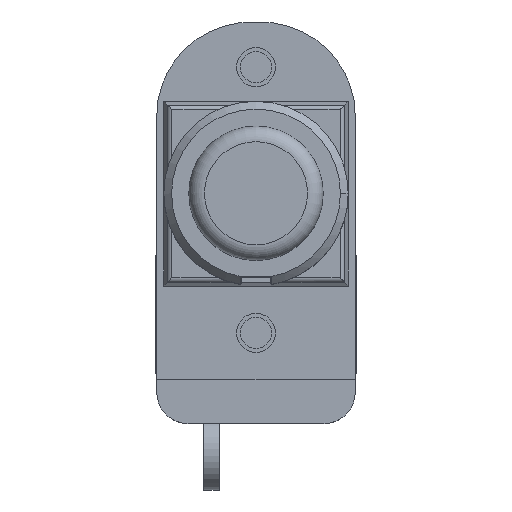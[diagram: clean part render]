
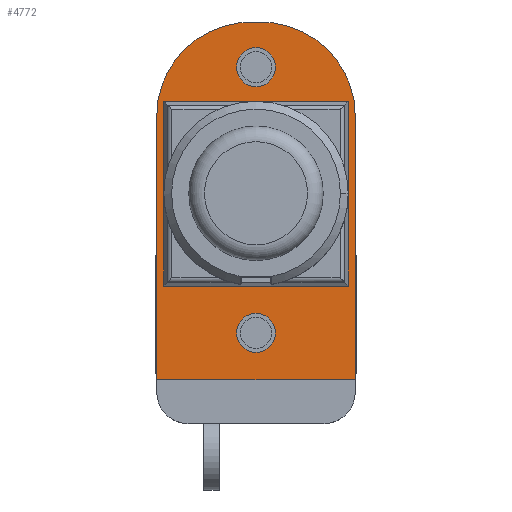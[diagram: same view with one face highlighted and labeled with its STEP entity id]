
A CAD part, top view. The second image highlights one B-rep face of the part: STEP entity #4772.
In plain terms, the highlighted planar face has unit normal (0, 0, 1).
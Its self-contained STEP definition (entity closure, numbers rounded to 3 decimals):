
#4652 = VERTEX_POINT('',#4653);
#4653 = CARTESIAN_POINT('',(-5.9,-5.45,12.6));
#4659 = EDGE_CURVE('',#4652,#4660,#4662,.T.);
#4660 = VERTEX_POINT('',#4661);
#4661 = CARTESIAN_POINT('',(5.9,-5.45,12.6));
#4662 = LINE('',#4663,#4664);
#4663 = CARTESIAN_POINT('',(-5.9,-5.45,12.6));
#4664 = VECTOR('',#4665,1.);
#4665 = DIRECTION('',(1.,0.,0.));
#4738 = VERTEX_POINT('',#4739);
#4739 = CARTESIAN_POINT('',(5.9,6.35,12.6));
#4745 = EDGE_CURVE('',#4660,#4738,#4746,.T.);
#4746 = LINE('',#4747,#4748);
#4747 = CARTESIAN_POINT('',(5.9,-5.45,12.6));
#4748 = VECTOR('',#4749,1.);
#4749 = DIRECTION('',(0.,1.,0.));
#4772 = ADVANCED_FACE('',(#4773,#4826,#4837,#4855),#4866,.T.);
#4773 = FACE_BOUND('',#4774,.T.);
#4774 = EDGE_LOOP('',(#4775,#4785,#4794,#4803,#4812,#4820));
#4775 = ORIENTED_EDGE('',*,*,#4776,.T.);
#4776 = EDGE_CURVE('',#4777,#4779,#4781,.T.);
#4777 = VERTEX_POINT('',#4778);
#4778 = CARTESIAN_POINT('',(6.35,-11.45,12.6));
#4779 = VERTEX_POINT('',#4780);
#4780 = CARTESIAN_POINT('',(6.35,5.428,12.6));
#4781 = LINE('',#4782,#4783);
#4782 = CARTESIAN_POINT('',(6.35,-11.45,12.6));
#4783 = VECTOR('',#4784,1.);
#4784 = DIRECTION('',(0.,1.,0.));
#4785 = ORIENTED_EDGE('',*,*,#4786,.T.);
#4786 = EDGE_CURVE('',#4779,#4787,#4789,.T.);
#4787 = VERTEX_POINT('',#4788);
#4788 = CARTESIAN_POINT('',(1.095,11.382,12.6));
#4789 = CIRCLE('',#4790,6.);
#4790 = AXIS2_PLACEMENT_3D('',#4791,#4792,#4793);
#4791 = CARTESIAN_POINT('',(0.35,5.428,12.6));
#4792 = DIRECTION('',(-0.,0.,1.));
#4793 = DIRECTION('',(0.,-1.,0.));
#4794 = ORIENTED_EDGE('',*,*,#4795,.T.);
#4795 = EDGE_CURVE('',#4787,#4796,#4798,.T.);
#4796 = VERTEX_POINT('',#4797);
#4797 = CARTESIAN_POINT('',(-1.095,11.382,12.6));
#4798 = CIRCLE('',#4799,8.817);
#4799 = AXIS2_PLACEMENT_3D('',#4800,#4801,#4802);
#4800 = CARTESIAN_POINT('',(0.,2.633,12.6));
#4801 = DIRECTION('',(0.,0.,1.));
#4802 = DIRECTION('',(1.,0.,0.));
#4803 = ORIENTED_EDGE('',*,*,#4804,.T.);
#4804 = EDGE_CURVE('',#4796,#4805,#4807,.T.);
#4805 = VERTEX_POINT('',#4806);
#4806 = CARTESIAN_POINT('',(-6.35,5.428,12.6));
#4807 = CIRCLE('',#4808,6.);
#4808 = AXIS2_PLACEMENT_3D('',#4809,#4810,#4811);
#4809 = CARTESIAN_POINT('',(-0.35,5.428,12.6));
#4810 = DIRECTION('',(-0.,0.,1.));
#4811 = DIRECTION('',(0.,-1.,0.));
#4812 = ORIENTED_EDGE('',*,*,#4813,.T.);
#4813 = EDGE_CURVE('',#4805,#4814,#4816,.T.);
#4814 = VERTEX_POINT('',#4815);
#4815 = CARTESIAN_POINT('',(-6.35,-11.45,12.6));
#4816 = LINE('',#4817,#4818);
#4817 = CARTESIAN_POINT('',(-6.35,8.75,12.6));
#4818 = VECTOR('',#4819,1.);
#4819 = DIRECTION('',(0.,-1.,0.));
#4820 = ORIENTED_EDGE('',*,*,#4821,.T.);
#4821 = EDGE_CURVE('',#4814,#4777,#4822,.T.);
#4822 = LINE('',#4823,#4824);
#4823 = CARTESIAN_POINT('',(-6.35,-11.45,12.6));
#4824 = VECTOR('',#4825,1.);
#4825 = DIRECTION('',(1.,0.,0.));
#4826 = FACE_BOUND('',#4827,.T.);
#4827 = EDGE_LOOP('',(#4828));
#4828 = ORIENTED_EDGE('',*,*,#4829,.F.);
#4829 = EDGE_CURVE('',#4830,#4830,#4832,.T.);
#4830 = VERTEX_POINT('',#4831);
#4831 = CARTESIAN_POINT('',(1.25,-8.45,12.6));
#4832 = CIRCLE('',#4833,1.25);
#4833 = AXIS2_PLACEMENT_3D('',#4834,#4835,#4836);
#4834 = CARTESIAN_POINT('',(0.,-8.45,12.6));
#4835 = DIRECTION('',(0.,0.,1.));
#4836 = DIRECTION('',(1.,0.,0.));
#4837 = FACE_BOUND('',#4838,.T.);
#4838 = EDGE_LOOP('',(#4839,#4840,#4841,#4849));
#4839 = ORIENTED_EDGE('',*,*,#4745,.F.);
#4840 = ORIENTED_EDGE('',*,*,#4659,.F.);
#4841 = ORIENTED_EDGE('',*,*,#4842,.F.);
#4842 = EDGE_CURVE('',#4843,#4652,#4845,.T.);
#4843 = VERTEX_POINT('',#4844);
#4844 = CARTESIAN_POINT('',(-5.9,6.35,12.6));
#4845 = LINE('',#4846,#4847);
#4846 = CARTESIAN_POINT('',(-5.9,6.35,12.6));
#4847 = VECTOR('',#4848,1.);
#4848 = DIRECTION('',(0.,-1.,0.));
#4849 = ORIENTED_EDGE('',*,*,#4850,.F.);
#4850 = EDGE_CURVE('',#4738,#4843,#4851,.T.);
#4851 = LINE('',#4852,#4853);
#4852 = CARTESIAN_POINT('',(5.9,6.35,12.6));
#4853 = VECTOR('',#4854,1.);
#4854 = DIRECTION('',(-1.,0.,0.));
#4855 = FACE_BOUND('',#4856,.T.);
#4856 = EDGE_LOOP('',(#4857));
#4857 = ORIENTED_EDGE('',*,*,#4858,.F.);
#4858 = EDGE_CURVE('',#4859,#4859,#4861,.T.);
#4859 = VERTEX_POINT('',#4860);
#4860 = CARTESIAN_POINT('',(1.25,8.55,12.6));
#4861 = CIRCLE('',#4862,1.25);
#4862 = AXIS2_PLACEMENT_3D('',#4863,#4864,#4865);
#4863 = CARTESIAN_POINT('',(0.,8.55,12.6));
#4864 = DIRECTION('',(0.,0.,1.));
#4865 = DIRECTION('',(1.,0.,0.));
#4866 = PLANE('',#4867);
#4867 = AXIS2_PLACEMENT_3D('',#4868,#4869,#4870);
#4868 = CARTESIAN_POINT('',(0.,-0.821,12.6));
#4869 = DIRECTION('',(0.,0.,1.));
#4870 = DIRECTION('',(1.,0.,0.));
